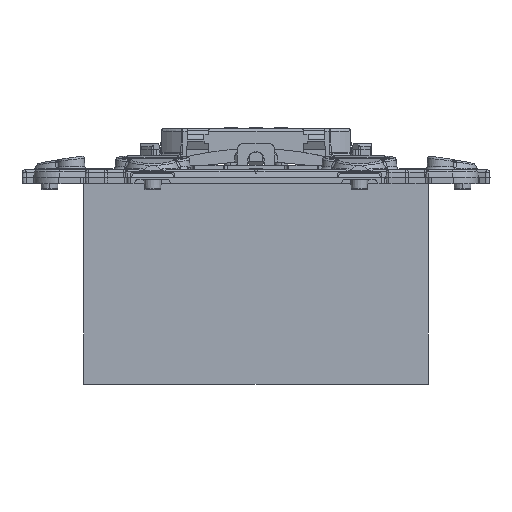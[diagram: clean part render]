
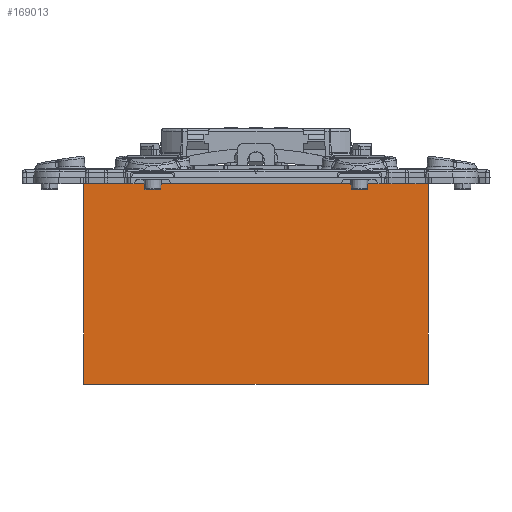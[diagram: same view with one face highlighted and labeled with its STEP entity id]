
A CAD part, left-side view. The second image highlights one B-rep face of the part: STEP entity #169013.
In plain terms, the highlighted planar face has unit normal (-1, 0, 0).
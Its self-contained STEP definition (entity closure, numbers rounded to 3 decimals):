
#168991=AXIS2_PLACEMENT_3D('Plane Axis2P3D',#168988,#168989,#168990) ;
#10006=CARTESIAN_POINT('Vertex',(-27.5,9.38,0.)) ;
#10027=CARTESIAN_POINT('Vertex',(-27.5,4.117,0.)) ;
#12003=CARTESIAN_POINT('Vertex',(-27.5,27.5,0.)) ;
#12006=CARTESIAN_POINT('Line Origine',(-27.5,18.44,0.)) ;
#12011=CARTESIAN_POINT('Line Origine',(-27.5,-11.692,0.)) ;
#12015=CARTESIAN_POINT('Vertex',(-27.5,-27.5,0.)) ;
#128961=CARTESIAN_POINT('Line Origine',(-27.5,6.749,0.)) ;
#168961=CARTESIAN_POINT('Vertex',(-27.5,27.5,-32.)) ;
#168964=CARTESIAN_POINT('Line Origine',(-27.5,27.5,-16.)) ;
#168988=CARTESIAN_POINT('Axis2P3D Location',(-27.5,-27.5,0.)) ;
#168993=CARTESIAN_POINT('Line Origine',(-27.5,0.,-32.)) ;
#168997=CARTESIAN_POINT('Vertex',(-27.5,-27.5,-32.)) ;
#169000=CARTESIAN_POINT('Line Origine',(-27.5,-27.5,-16.)) ;
#12007=DIRECTION('Vector Direction',(0.,1.,0.)) ;
#12012=DIRECTION('Vector Direction',(0.,1.,0.)) ;
#128962=DIRECTION('Vector Direction',(0.,1.,0.)) ;
#168965=DIRECTION('Vector Direction',(0.,0.,-1.)) ;
#168989=DIRECTION('Axis2P3D Direction',(-1.,0.,0.)) ;
#168990=DIRECTION('Axis2P3D XDirection',(0.,1.,0.)) ;
#168994=DIRECTION('Vector Direction',(0.,1.,0.)) ;
#169001=DIRECTION('Vector Direction',(0.,0.,-1.)) ;
#12008=VECTOR('Line Direction',#12007,1.) ;
#12013=VECTOR('Line Direction',#12012,1.) ;
#128963=VECTOR('Line Direction',#128962,1.) ;
#168966=VECTOR('Line Direction',#168965,1.) ;
#168995=VECTOR('Line Direction',#168994,1.) ;
#169002=VECTOR('Line Direction',#169001,1.) ;
#169006=ORIENTED_EDGE('',*,*,#168999,.T.) ;
#169007=ORIENTED_EDGE('',*,*,#169004,.F.) ;
#169008=ORIENTED_EDGE('',*,*,#12017,.F.) ;
#169009=ORIENTED_EDGE('',*,*,#128965,.F.) ;
#169010=ORIENTED_EDGE('',*,*,#12010,.F.) ;
#169011=ORIENTED_EDGE('',*,*,#168968,.T.) ;
#169013=ADVANCED_FACE('PartBody',(#169012),#168992,.T.) ;
#12010=EDGE_CURVE('',#12004,#10007,#12009,.F.) ;
#12017=EDGE_CURVE('',#10028,#12016,#12014,.F.) ;
#128965=EDGE_CURVE('',#10007,#10028,#128964,.F.) ;
#168968=EDGE_CURVE('',#12004,#168962,#168967,.T.) ;
#168999=EDGE_CURVE('',#168962,#168998,#168996,.F.) ;
#169004=EDGE_CURVE('',#12016,#168998,#169003,.T.) ;
#169005=EDGE_LOOP('',(#169006,#169007,#169008,#169009,#169010,#169011)) ;
#169012=FACE_OUTER_BOUND('',#169005,.T.) ;
#12009=LINE('Line',#12006,#12008) ;
#12014=LINE('Line',#12011,#12013) ;
#128964=LINE('Line',#128961,#128963) ;
#168967=LINE('Line',#168964,#168966) ;
#168996=LINE('Line',#168993,#168995) ;
#169003=LINE('Line',#169000,#169002) ;
#168992=PLANE('',#168991) ;
#10007=VERTEX_POINT('',#10006) ;
#10028=VERTEX_POINT('',#10027) ;
#12004=VERTEX_POINT('',#12003) ;
#12016=VERTEX_POINT('',#12015) ;
#168962=VERTEX_POINT('',#168961) ;
#168998=VERTEX_POINT('',#168997) ;
